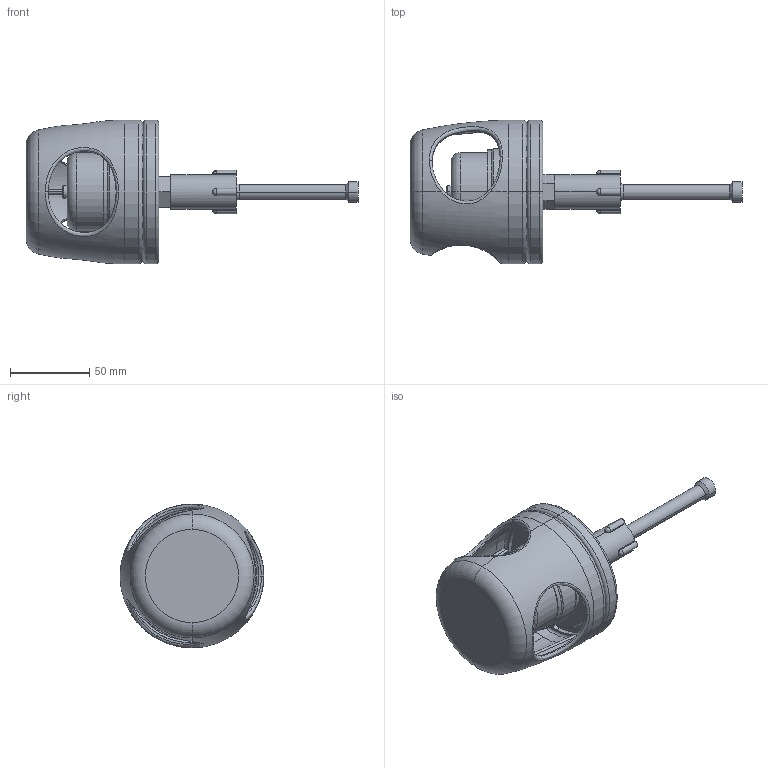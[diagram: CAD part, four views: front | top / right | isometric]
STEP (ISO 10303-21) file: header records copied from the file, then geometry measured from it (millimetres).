
FILE_DESCRIPTION (( 'STEP AP214' ), '1' );
FILE_NAME ('9400067F.STEP', '2017-06-01T16:57:13', ( 'IT' ), ( 'Microsoft' ), 'SwSTEP 2.0', 'SolidWorks 2016', '' );
FILE_SCHEMA (( 'AUTOMOTIVE_DESIGN' ));
Length unit declared in the file: millimetre
Products named in the file (1): 9400067F
Bounding box: 210 x 91 x 91 mm (x, y, z)
Surface area: 71905.4 mm2 (no closed solid volume)
Topology: 0 solids, 13 shells, 159 faces, 430 edges, 274 vertices
Faces by surface type: cylinder 69, plane 36, torus 25, cone 12, bspline 12, sphere 5
Entity records: 9996 total; most frequent: CARTESIAN_POINT 4412, DIRECTION 850, ORIENTED_EDGE 752, EDGE_CURVE 422, AXIS2_PLACEMENT_3D 362, VERTEX_POINT 272, CIRCLE 214, EDGE_LOOP 173
